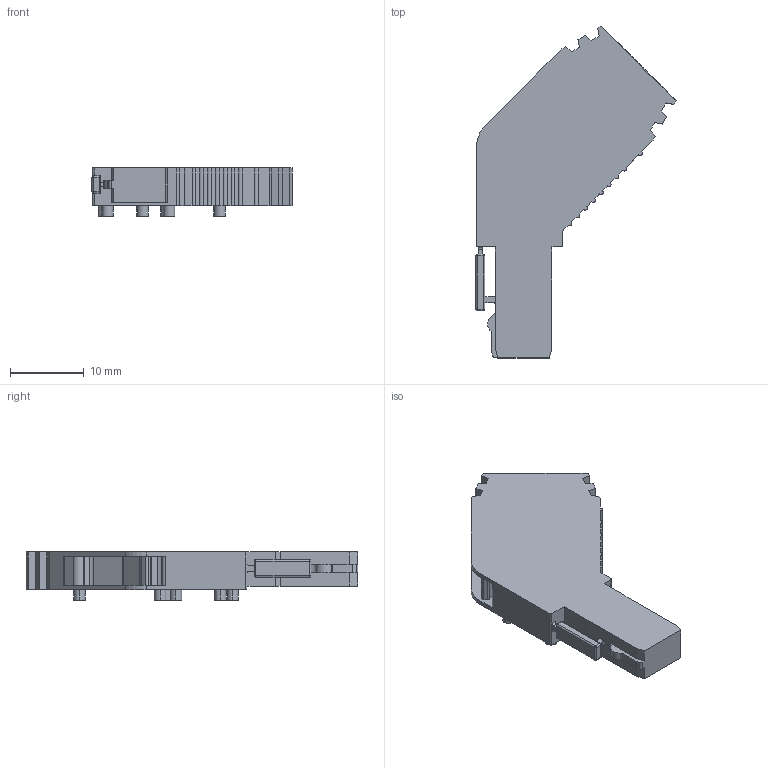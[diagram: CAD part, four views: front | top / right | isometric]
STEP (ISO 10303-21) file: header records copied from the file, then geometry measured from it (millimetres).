
FILE_DESCRIPTION (( 'STEP AP214' ), '1' );
FILE_NAME ('310909_SG_PT 2.5GAN_1R_Grey.STEP', '2016-12-05T07:49:32', ( '' ), ( '' ), 'SwSTEP 2.0', 'SolidWorks 2016', '' );
FILE_SCHEMA (( 'AUTOMOTIVE_DESIGN' ));
Length unit declared in the file: millimetre
Products named in the file (1): 310909_SG_PT 2.5GAN_1R_Grey
Bounding box: 27.16 x 45.07 x 6.55 mm (x, y, z)
Volume: 2916.7 mm3; surface area: 2079.4 mm2
Topology: 1 solids, 1 shells, 200 faces, 550 edges, 353 vertices
Faces by surface type: plane 115, cylinder 77, sphere 8
Entity records: 6318 total; most frequent: CARTESIAN_POINT 1102, DIRECTION 1096, ORIENTED_EDGE 1084, EDGE_CURVE 542, VECTOR 386, LINE 386, AXIS2_PLACEMENT_3D 355, VERTEX_POINT 353
